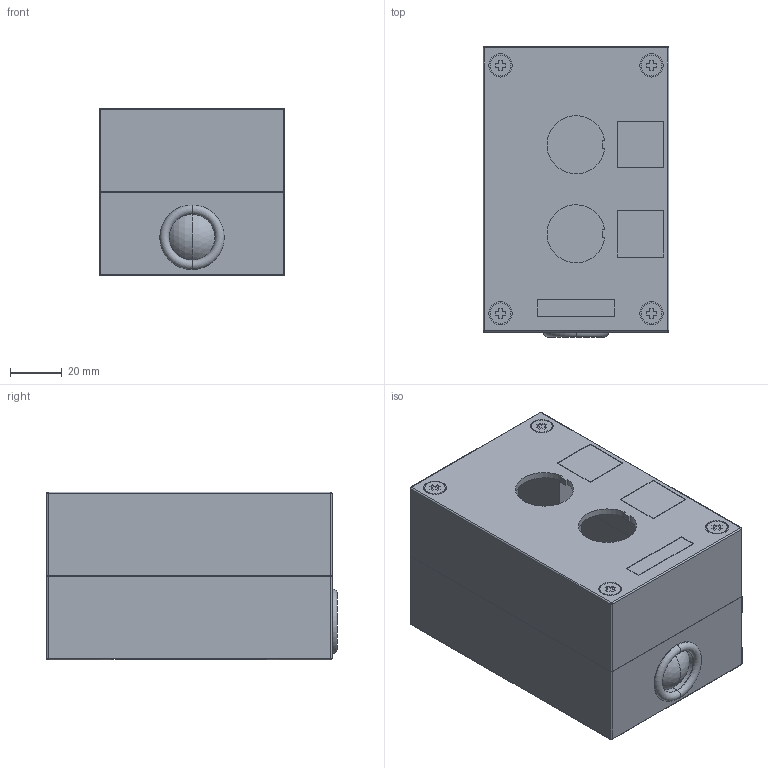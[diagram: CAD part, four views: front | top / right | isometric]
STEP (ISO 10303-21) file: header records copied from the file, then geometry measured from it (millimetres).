
FILE_DESCRIPTION (( 'STEP AP214' ), '1' );
FILE_NAME ('ÂÊÐ10-2-Ê01 Êîðïóñ ÊÏ 102 äëÿ êíîïîê 2 ìåñòà áåëûé ÈÝÊ.STEP', '2017-11-08T11:44:02', ( '' ), ( '' ), 'SwSTEP 2.0', 'SolidWorks 2014', '' );
FILE_SCHEMA (( 'AUTOMOTIVE_DESIGN' ));
Length unit declared in the file: millimetre
Products named in the file (1): ÂÊÐ10-2-Ê01 Êîðïóñ ÊÏ 102 äëÿ êíîïîê 2 ìåñòà áåëûé ÈÝÊ
Bounding box: 72 x 112.5 x 65 mm (x, y, z)
Volume: 155057 mm3; surface area: 75599.1 mm2
Topology: 2 solids, 2 shells, 194 faces, 485 edges, 308 vertices
Faces by surface type: plane 134, cylinder 38, sphere 12, torus 6, cone 4
Entity records: 5722 total; most frequent: CARTESIAN_POINT 980, DIRECTION 977, ORIENTED_EDGE 954, EDGE_CURVE 477, VECTOR 367, LINE 367, VERTEX_POINT 308, AXIS2_PLACEMENT_3D 305
